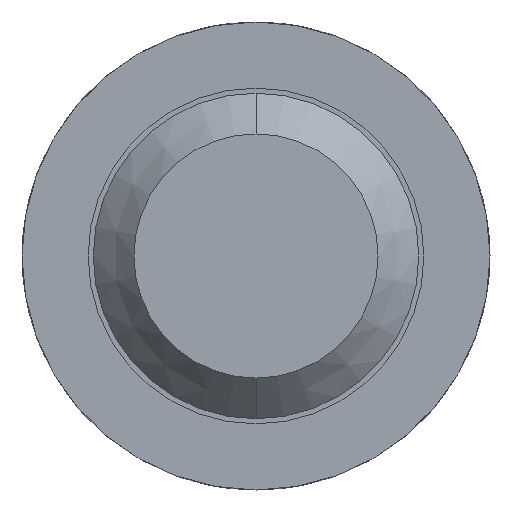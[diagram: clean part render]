
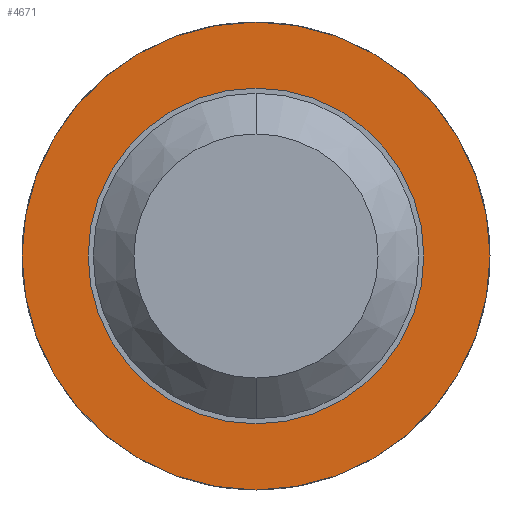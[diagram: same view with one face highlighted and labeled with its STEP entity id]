
A CAD part, front view. The second image highlights one B-rep face of the part: STEP entity #4671.
In plain terms, the highlighted planar face has unit normal (0, -1, 0).
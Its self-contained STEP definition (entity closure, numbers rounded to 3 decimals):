
#255 = ORIENTED_EDGE ( 'NONE', *, *, #1784, .T. ) ;
#318 = CIRCLE ( 'NONE', #1977, 1.15 ) ;
#345 = DIRECTION ( 'NONE',  ( 0., 1., 0. ) ) ;
#442 = CARTESIAN_POINT ( 'NONE',  ( 0., -1.5, 0. ) ) ;
#514 = DIRECTION ( 'NONE',  ( 0., 0., 1. ) ) ;
#845 = EDGE_LOOP ( 'NONE', ( #255, #4568 ) ) ;
#1041 = DIRECTION ( 'NONE',  ( 0., 1., 0. ) ) ;
#1179 = EDGE_CURVE ( 'Defeature ausgef�hrt1_6+Defeature ausgef�hrt1_12+Defeature ausgef�hrt1_12+Defeature ausgef�hrt1_12', #1433, #1325, #2042, .T. ) ;
#1181 = AXIS2_PLACEMENT_3D ( 'NONE', #442, #345, #1554 ) ;
#1303 = DIRECTION ( 'NONE',  ( 0., 0., 1. ) ) ;
#1325 = VERTEX_POINT ( 'NONE', #2017 ) ;
#1403 = DIRECTION ( 'NONE',  ( 0., 0., 1. ) ) ;
#1433 = VERTEX_POINT ( 'NONE', #4333 ) ;
#1554 = DIRECTION ( 'NONE',  ( 0., 0., 1. ) ) ;
#1652 = DIRECTION ( 'NONE',  ( 0., 1., 0. ) ) ;
#1664 = CARTESIAN_POINT ( 'NONE',  ( 0., -1.5, 0. ) ) ;
#1784 = EDGE_CURVE ( 'Defeature ausgef�hrt1_12+Defeature ausgef�hrt1_11+Defeature ausgef�hrt1_11+Defeature ausgef�hrt1_11', #3113, #4803, #2132, .T. ) ;
#1832 = FACE_OUTER_BOUND ( 'NONE', #3286, .T. ) ;
#1968 = AXIS2_PLACEMENT_3D ( 'NONE', #1664, #3505, #3607 ) ;
#1977 = AXIS2_PLACEMENT_3D ( 'NONE', #4312, #4824, #1303 ) ;
#2017 = CARTESIAN_POINT ( 'NONE',  ( 0., -1.5, 1.15 ) ) ;
#2042 = CIRCLE ( 'NONE', #2361, 1.15 ) ;
#2056 = EDGE_CURVE ( 'Defeature ausgef�hrt1_12+Defeature ausgef�hrt1_11+Defeature ausgef�hrt1_11+Defeature ausgef�hrt1_11', #4803, #3113, #2206, .T. ) ;
#2132 = CIRCLE ( 'NONE', #1968, 0.825 ) ;
#2206 = CIRCLE ( 'NONE', #1181, 0.825 ) ;
#2361 = AXIS2_PLACEMENT_3D ( 'NONE', #2913, #1041, #1403 ) ;
#2913 = CARTESIAN_POINT ( 'NONE',  ( 0., -1.5, 0. ) ) ;
#3050 = EDGE_CURVE ( 'Defeature ausgef�hrt1_6+Defeature ausgef�hrt1_12+Defeature ausgef�hrt1_12+Defeature ausgef�hrt1_12', #1325, #1433, #318, .T. ) ;
#3113 = VERTEX_POINT ( 'NONE', #4101 ) ;
#3141 = CARTESIAN_POINT ( 'NONE',  ( 0., -1.5, -0.825 ) ) ;
#3286 = EDGE_LOOP ( 'NONE', ( #3987, #4237 ) ) ;
#3348 = FACE_BOUND ( 'NONE', #845, .T. ) ;
#3505 = DIRECTION ( 'NONE',  ( 0., 1., 0. ) ) ;
#3607 = DIRECTION ( 'NONE',  ( 0., 0., 1. ) ) ;
#3987 = ORIENTED_EDGE ( 'NONE', *, *, #3050, .F. ) ;
#4089 = AXIS2_PLACEMENT_3D ( 'NONE', #4641, #1652, #514 ) ;
#4101 = CARTESIAN_POINT ( 'NONE',  ( 0., -1.5, 0.825 ) ) ;
#4237 = ORIENTED_EDGE ( 'NONE', *, *, #1179, .F. ) ;
#4312 = CARTESIAN_POINT ( 'NONE',  ( 0., -1.5, 0. ) ) ;
#4333 = CARTESIAN_POINT ( 'NONE',  ( 0., -1.5, -1.15 ) ) ;
#4568 = ORIENTED_EDGE ( 'NONE', *, *, #2056, .T. ) ;
#4641 = CARTESIAN_POINT ( 'NONE',  ( 0.825, -1.5, 0. ) ) ;
#4671 = ADVANCED_FACE ( 'Defeature ausgef�hrt1_12', ( #1832, #3348 ), #4870, .F. ) ;
#4803 = VERTEX_POINT ( 'NONE', #3141 ) ;
#4824 = DIRECTION ( 'NONE',  ( 0., 1., 0. ) ) ;
#4870 = PLANE ( 'NONE',  #4089 ) ;
